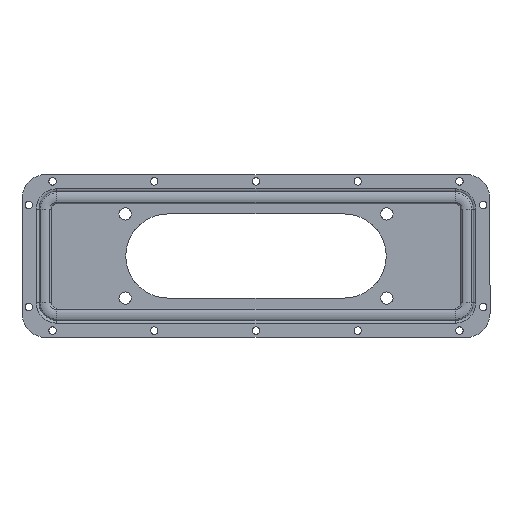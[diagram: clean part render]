
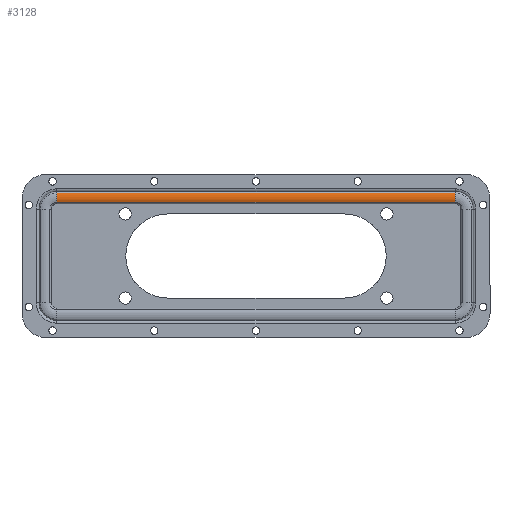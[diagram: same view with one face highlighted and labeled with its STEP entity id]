
A CAD part, top view. The second image highlights one B-rep face of the part: STEP entity #3128.
In plain terms, the highlighted cylindrical face has radius 8.5 mm (diameter 17 mm), a partial arc.
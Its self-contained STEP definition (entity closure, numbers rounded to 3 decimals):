
#85 = VERTEX_POINT ( 'NONE', #1001 ) ;
#231 = ORIENTED_EDGE ( 'NONE', *, *, #2817, .F. ) ;
#285 = AXIS2_PLACEMENT_3D ( 'NONE', #3138, #2770, #3048 ) ;
#485 = LINE ( 'NONE', #1907, #2045 ) ;
#505 = ORIENTED_EDGE ( 'NONE', *, *, #4046, .T. ) ;
#619 = EDGE_CURVE ( 'NONE', #2042, #2403, #485, .T. ) ;
#643 = VERTEX_POINT ( 'NONE', #2636 ) ;
#949 = EDGE_LOOP ( 'NONE', ( #505, #1672, #231, #3185 ) ) ;
#1001 = CARTESIAN_POINT ( 'NONE',  ( -147., 46.269, 3.846 ) ) ;
#1069 = CIRCLE ( 'NONE', #4202, 8.5 ) ;
#1190 = CIRCLE ( 'NONE', #285, 8.5 ) ;
#1502 = VECTOR ( 'NONE', #2030, 1000. ) ;
#1552 = EDGE_CURVE ( 'NONE', #643, #85, #4116, .T. ) ;
#1672 = ORIENTED_EDGE ( 'NONE', *, *, #1552, .T. ) ;
#1725 = CARTESIAN_POINT ( 'NONE',  ( 147., 43., -4. ) ) ;
#1907 = CARTESIAN_POINT ( 'NONE',  ( 147., 39.731, 3.846 ) ) ;
#2030 = DIRECTION ( 'NONE',  ( -1., 0., 0. ) ) ;
#2042 = VERTEX_POINT ( 'NONE', #2571 ) ;
#2045 = VECTOR ( 'NONE', #2958, 1000. ) ;
#2353 = CARTESIAN_POINT ( 'NONE',  ( 147., 43., -4. ) ) ;
#2403 = VERTEX_POINT ( 'NONE', #4518 ) ;
#2571 = CARTESIAN_POINT ( 'NONE',  ( 147., 39.731, 3.846 ) ) ;
#2636 = CARTESIAN_POINT ( 'NONE',  ( 147., 46.269, 3.846 ) ) ;
#2705 = CARTESIAN_POINT ( 'NONE',  ( 147., 46.269, 3.846 ) ) ;
#2718 = DIRECTION ( 'NONE',  ( 0., -1., 0. ) ) ;
#2770 = DIRECTION ( 'NONE',  ( -1., 0., 0. ) ) ;
#2817 = EDGE_CURVE ( 'NONE', #2403, #85, #1190, .T. ) ;
#2958 = DIRECTION ( 'NONE',  ( -1., 0., 0. ) ) ;
#3037 = DIRECTION ( 'NONE',  ( -1., 0., 0. ) ) ;
#3048 = DIRECTION ( 'NONE',  ( 0., 0., 1. ) ) ;
#3079 = AXIS2_PLACEMENT_3D ( 'NONE', #2353, #3037, #2718 ) ;
#3095 = DIRECTION ( 'NONE',  ( -1., 0., 0. ) ) ;
#3128 = ADVANCED_FACE ( 'NONE', ( #4480 ), #4061, .T. ) ;
#3138 = CARTESIAN_POINT ( 'NONE',  ( -147., 43., -4. ) ) ;
#3185 = ORIENTED_EDGE ( 'NONE', *, *, #619, .F. ) ;
#4046 = EDGE_CURVE ( 'NONE', #2042, #643, #1069, .T. ) ;
#4061 = CYLINDRICAL_SURFACE ( 'NONE', #3079, 8.5 ) ;
#4116 = LINE ( 'NONE', #2705, #1502 ) ;
#4202 = AXIS2_PLACEMENT_3D ( 'NONE', #1725, #3095, #4510 ) ;
#4480 = FACE_OUTER_BOUND ( 'NONE', #949, .T. ) ;
#4510 = DIRECTION ( 'NONE',  ( 0., 0., 1. ) ) ;
#4518 = CARTESIAN_POINT ( 'NONE',  ( -147., 39.731, 3.846 ) ) ;
